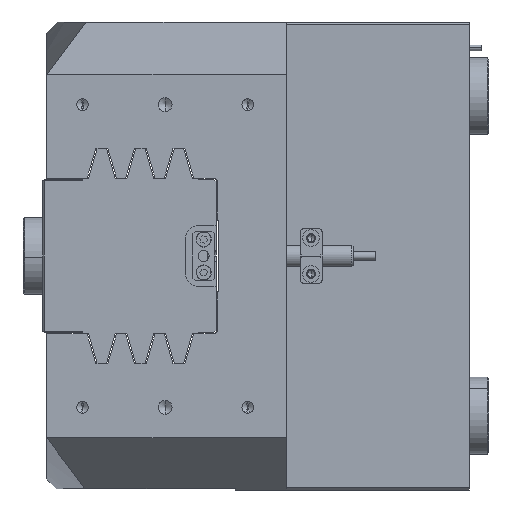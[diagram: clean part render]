
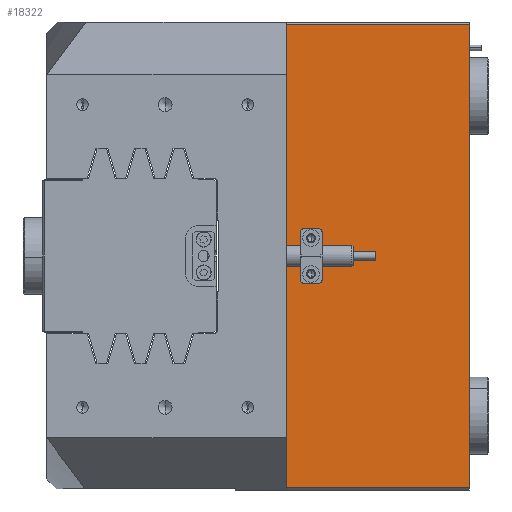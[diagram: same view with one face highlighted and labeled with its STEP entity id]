
A CAD part, left-side view. The second image highlights one B-rep face of the part: STEP entity #18322.
In plain terms, the highlighted planar face has unit normal (-1, 0, 0).
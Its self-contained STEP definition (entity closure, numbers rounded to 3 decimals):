
#114 = CIRCLE ( 'NONE', #7214, 1.25 ) ;
#925 = CARTESIAN_POINT ( 'NONE',  ( -145., -91.5, 84. ) ) ;
#987 = ORIENTED_EDGE ( 'NONE', *, *, #22439, .F. ) ;
#1188 = CARTESIAN_POINT ( 'NONE',  ( -145., -34., -6.5 ) ) ;
#2113 = AXIS2_PLACEMENT_3D ( 'NONE', #1188, #11234, #31497 ) ;
#2719 = EDGE_LOOP ( 'NONE', ( #30853, #17796, #987, #11023 ) ) ;
#6889 = LINE ( 'NONE', #31351, #18411 ) ;
#7212 = VERTEX_POINT ( 'NONE', #17700 ) ;
#7214 = AXIS2_PLACEMENT_3D ( 'NONE', #12230, #34731, #15450 ) ;
#7339 = CARTESIAN_POINT ( 'NONE',  ( -145., -34., 7.75 ) ) ;
#7706 = ORIENTED_EDGE ( 'NONE', *, *, #35951, .F. ) ;
#8277 = EDGE_LOOP ( 'NONE', ( #7706, #20170 ) ) ;
#8315 = PLANE ( 'NONE',  #21020 ) ;
#9639 = CIRCLE ( 'NONE', #2113, 1.25 ) ;
#11023 = ORIENTED_EDGE ( 'NONE', *, *, #35333, .T. ) ;
#11234 = DIRECTION ( 'NONE',  ( -1., 0., 0. ) ) ;
#11688 = EDGE_CURVE ( 'NONE', #35200, #23626, #34005, .T. ) ;
#12230 = CARTESIAN_POINT ( 'NONE',  ( -145., -34., 6.5 ) ) ;
#13306 = CARTESIAN_POINT ( 'NONE',  ( -145., -91.5, 85. ) ) ;
#13804 = DIRECTION ( 'NONE',  ( 0., 0., 1. ) ) ;
#14763 = CARTESIAN_POINT ( 'NONE',  ( -145., -91.5, 85. ) ) ;
#15450 = DIRECTION ( 'NONE',  ( 0., 0., 1. ) ) ;
#16433 = LINE ( 'NONE', #39553, #36039 ) ;
#17301 = DIRECTION ( 'NONE',  ( -1., 0., 0. ) ) ;
#17700 = CARTESIAN_POINT ( 'NONE',  ( -145., -34., -5.25 ) ) ;
#17787 = LINE ( 'NONE', #13306, #25908 ) ;
#17796 = ORIENTED_EDGE ( 'NONE', *, *, #11688, .T. ) ;
#18114 = CARTESIAN_POINT ( 'NONE',  ( -145., -91.5, -84. ) ) ;
#18322 = ADVANCED_FACE ( 'NONE', ( #34118, #31976, #30111 ), #8315, .F. ) ;
#18333 = CIRCLE ( 'NONE', #18367, 1.25 ) ;
#18367 = AXIS2_PLACEMENT_3D ( 'NONE', #20148, #17301, #13804 ) ;
#18411 = VECTOR ( 'NONE', #41002, 1000. ) ;
#18781 = CARTESIAN_POINT ( 'NONE',  ( -145., -25., -84. ) ) ;
#19406 = ORIENTED_EDGE ( 'NONE', *, *, #21381, .F. ) ;
#19413 = CARTESIAN_POINT ( 'NONE',  ( -145., -34., -7.75 ) ) ;
#19928 = DIRECTION ( 'NONE',  ( 0., 0., -1. ) ) ;
#20148 = CARTESIAN_POINT ( 'NONE',  ( -145., -34., 6.5 ) ) ;
#20170 = ORIENTED_EDGE ( 'NONE', *, *, #29004, .F. ) ;
#21020 = AXIS2_PLACEMENT_3D ( 'NONE', #14763, #21258, #27762 ) ;
#21258 = DIRECTION ( 'NONE',  ( 1., 0., 0. ) ) ;
#21381 = EDGE_CURVE ( 'NONE', #21851, #7212, #38483, .T. ) ;
#21851 = VERTEX_POINT ( 'NONE', #19413 ) ;
#22439 = EDGE_CURVE ( 'NONE', #30121, #23626, #17787, .T. ) ;
#22905 = CARTESIAN_POINT ( 'NONE',  ( -145., -25., 84. ) ) ;
#23626 = VERTEX_POINT ( 'NONE', #34869 ) ;
#24473 = DIRECTION ( 'NONE',  ( 0., -1., 0. ) ) ;
#25908 = VECTOR ( 'NONE', #19928, 1000. ) ;
#26256 = AXIS2_PLACEMENT_3D ( 'NONE', #33240, #30277, #26796 ) ;
#26796 = DIRECTION ( 'NONE',  ( 0., 0., 1. ) ) ;
#27762 = DIRECTION ( 'NONE',  ( 0., 0., -1. ) ) ;
#28001 = VECTOR ( 'NONE', #24473, 1000. ) ;
#28988 = EDGE_CURVE ( 'NONE', #7212, #21851, #9639, .T. ) ;
#29004 = EDGE_CURVE ( 'NONE', #39720, #40834, #114, .T. ) ;
#29791 = DIRECTION ( 'NONE',  ( 0., 1., 0. ) ) ;
#30111 = FACE_OUTER_BOUND ( 'NONE', #2719, .T. ) ;
#30121 = VERTEX_POINT ( 'NONE', #925 ) ;
#30277 = DIRECTION ( 'NONE',  ( -1., 0., 0. ) ) ;
#30853 = ORIENTED_EDGE ( 'NONE', *, *, #34942, .T. ) ;
#31210 = ORIENTED_EDGE ( 'NONE', *, *, #28988, .F. ) ;
#31351 = CARTESIAN_POINT ( 'NONE',  ( -145., -25., 85. ) ) ;
#31497 = DIRECTION ( 'NONE',  ( 0., 0., 1. ) ) ;
#31976 = FACE_BOUND ( 'NONE', #41616, .T. ) ;
#33240 = CARTESIAN_POINT ( 'NONE',  ( -145., -34., -6.5 ) ) ;
#34005 = LINE ( 'NONE', #18114, #28001 ) ;
#34118 = FACE_BOUND ( 'NONE', #8277, .T. ) ;
#34731 = DIRECTION ( 'NONE',  ( -1., 0., 0. ) ) ;
#34869 = CARTESIAN_POINT ( 'NONE',  ( -145., -91.5, -84. ) ) ;
#34942 = EDGE_CURVE ( 'NONE', #39765, #35200, #6889, .T. ) ;
#35200 = VERTEX_POINT ( 'NONE', #18781 ) ;
#35333 = EDGE_CURVE ( 'NONE', #30121, #39765, #16433, .T. ) ;
#35951 = EDGE_CURVE ( 'NONE', #40834, #39720, #18333, .T. ) ;
#36039 = VECTOR ( 'NONE', #29791, 1000. ) ;
#38041 = CARTESIAN_POINT ( 'NONE',  ( -145., -34., 5.25 ) ) ;
#38483 = CIRCLE ( 'NONE', #26256, 1.25 ) ;
#39553 = CARTESIAN_POINT ( 'NONE',  ( -145., -91.5, 84. ) ) ;
#39720 = VERTEX_POINT ( 'NONE', #38041 ) ;
#39765 = VERTEX_POINT ( 'NONE', #22905 ) ;
#40834 = VERTEX_POINT ( 'NONE', #7339 ) ;
#41002 = DIRECTION ( 'NONE',  ( 0., 0., -1. ) ) ;
#41616 = EDGE_LOOP ( 'NONE', ( #31210, #19406 ) ) ;
